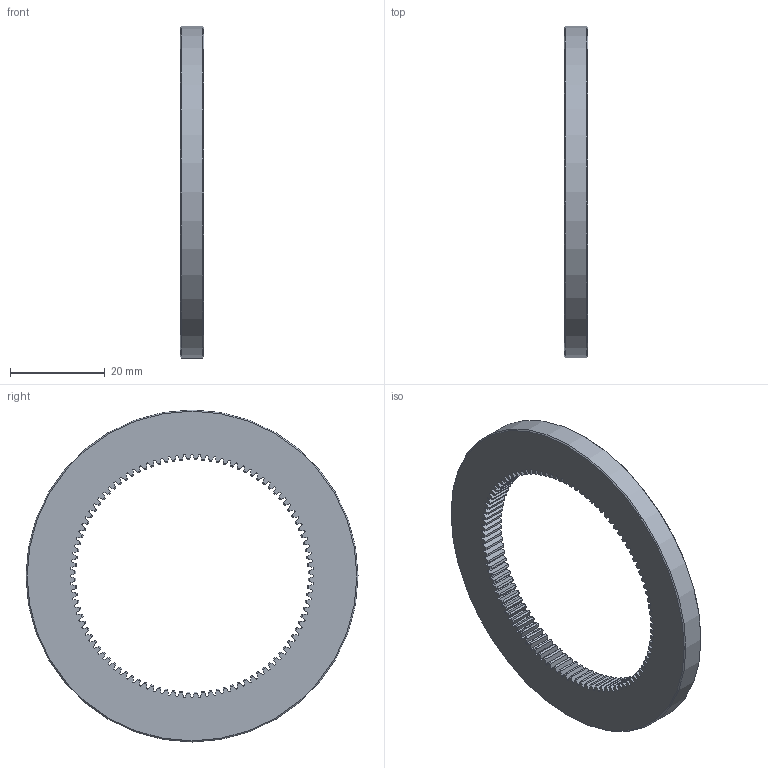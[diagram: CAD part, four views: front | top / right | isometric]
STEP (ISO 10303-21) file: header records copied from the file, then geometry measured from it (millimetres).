
FILE_DESCRIPTION(/* description */ ('STEP AP203'),/* implementation_level */ '2;1');
FILE_NAME(/* name */ 'SI0.5-100_On',/* time_stamp */ '2024-11-16T16:10:15+01:00',/* author */ ('License CC BY-ND 4.0'),/* organization */ ('CADENAS'),/* preprocessor_version */ 'ST-DEVELOPER v19.3',/* originating_system */ 'PARTsolutions',/* authorisation */ ' ');
FILE_SCHEMA (('CONFIG_CONTROL_DESIGN'));
Length unit declared in the file: millimetre
Products named in the file (1): SI0.5-100_On
Bounding box: 5 x 70 x 70 mm (x, y, z)
Volume: 9400.8 mm3; surface area: 6361 mm2
Topology: 1 solids, 1 shells, 605 faces, 1807 edges, 1204 vertices
Faces by surface type: cylinder 401, cone 202, plane 2
Full cylindrical faces by diameter (mm): 70 x1
Entity records: 21328 total; most frequent: CARTESIAN_POINT 4814, DIRECTION 3620, ORIENTED_EDGE 3608, EDGE_CURVE 1804, AXIS2_PLACEMENT_3D 1610, VERTEX_POINT 1204, CIRCLE 1004, EDGE_LOOP 610
